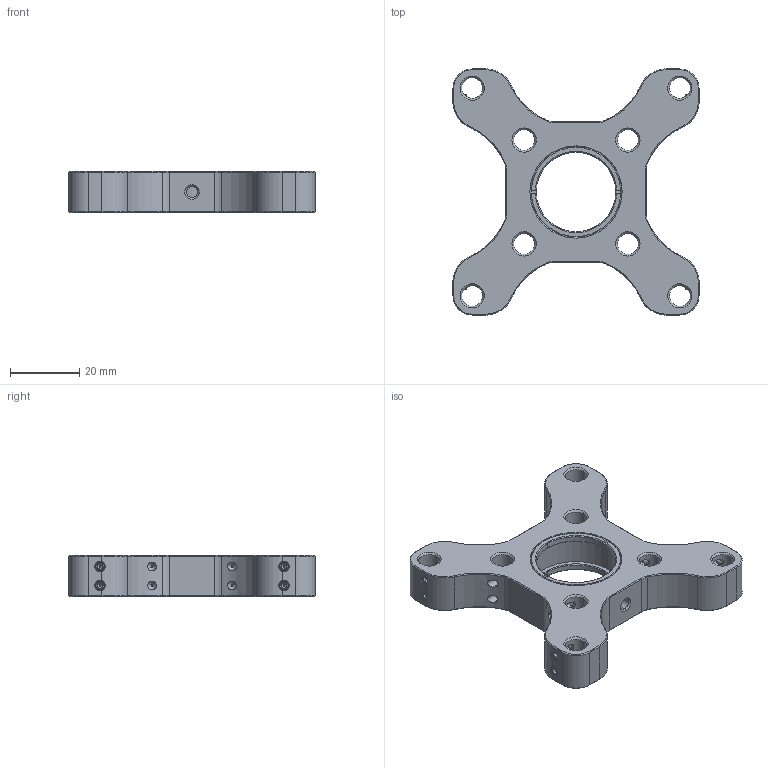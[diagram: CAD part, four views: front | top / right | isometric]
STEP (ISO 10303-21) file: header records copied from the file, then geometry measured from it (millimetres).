
FILE_DESCRIPTION (( 'STEP AP214' ), '1' );
FILE_NAME ('2.3.1.3_L60B-6030_60mm笼式转30mm笼式系统转接笼板，带M4螺纹安装孔.STEP', '2021-07-22T01:37:34', ( 'Microsoft' ), ( 'Microsoft' ), 'SwSTEP 2.0', 'SolidWorks 2018', '' );
FILE_SCHEMA (( 'AUTOMOTIVE_DESIGN' ));
Length unit declared in the file: millimetre
Products named in the file (1): 2.3.1.3_L60B-6030_60mm笼式转30mm笼式系统转接笼板，带M4螺纹安装孔
Bounding box: 71.1 x 71.1 x 12 mm (x, y, z)
Surface area: 13132.1 mm2 (no closed solid volume)
Topology: 0 solids, 23 shells, 490 faces, 1162 edges, 660 vertices
Faces by surface type: cone 254, plane 128, cylinder 108
Entity records: 20335 total; most frequent: CARTESIAN_POINT 3777, DIRECTION 2476, ORIENTED_EDGE 2156, EDGE_CURVE 1130, AXIS2_PLACEMENT_3D 975, VERTEX_POINT 660, EDGE_LOOP 543, LINE 526
